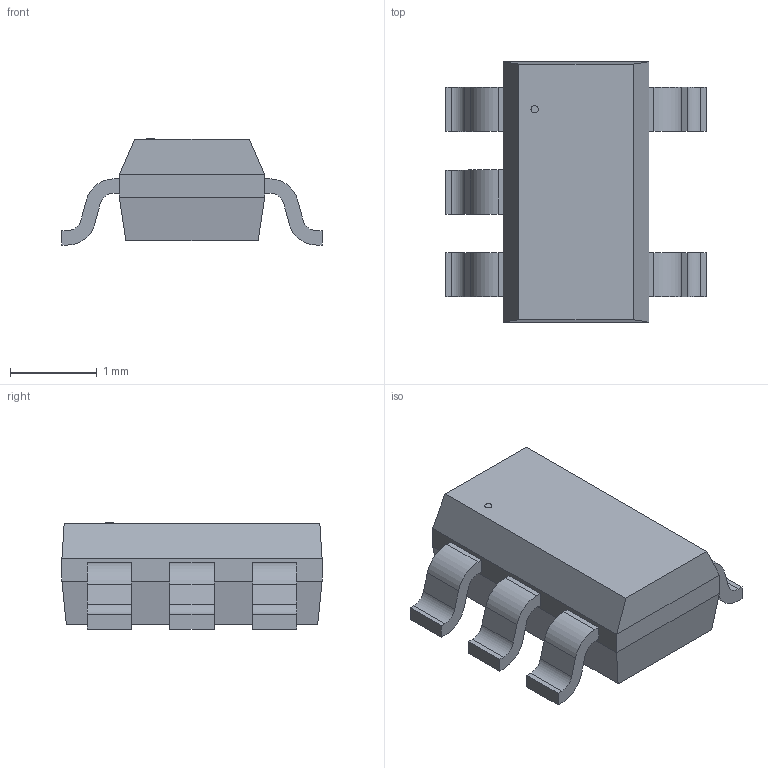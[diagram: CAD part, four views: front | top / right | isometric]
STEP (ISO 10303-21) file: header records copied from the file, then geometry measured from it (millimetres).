
FILE_DESCRIPTION(('STEP AP214'),'1');
FILE_NAME('MF05A-L','2019-10-08T07:39:20',(''),(''),'','','');
FILE_SCHEMA(('AUTOMOTIVE_DESIGN'));
Length unit declared in the file: millimetre
Products named in the file (1): product
Bounding box: 3 x 3 x 1.22 mm (x, y, z)
Volume: 0 mm3; surface area: 26.8 mm2
Topology: 1 solids, 85 shells, 87 faces, 419 edges, 418 vertices
Faces by surface type: plane 66, cylinder 21
Full cylindrical faces by diameter (mm): 0.084 x1
Entity records: 4692 total; most frequent: CARTESIAN_POINT 925, VERTEX_POINT 834, DIRECTION 678, ORIENTED_EDGE 420, EDGE_CURVE 418, LINE 336, VECTOR 336, AXIS2_PLACEMENT_3D 171
